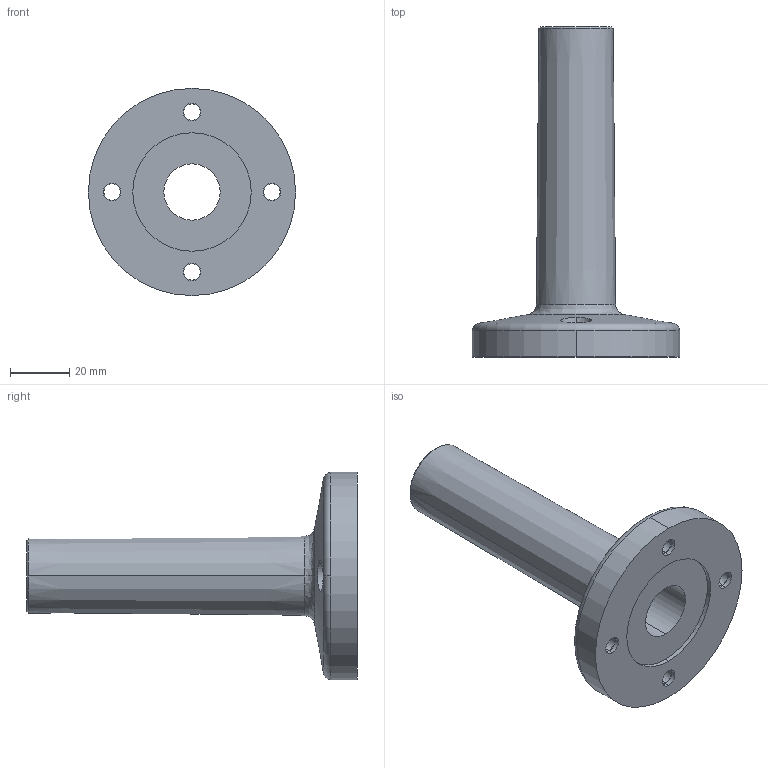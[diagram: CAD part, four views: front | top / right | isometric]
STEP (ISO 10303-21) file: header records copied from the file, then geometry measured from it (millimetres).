
FILE_DESCRIPTION(('STEP AP214'),'1');
FILE_NAME('cctmp_830EC939-C1BE-4CEA-8A09-3B584563DCBF_2023_10_16_23_19_46_0132..stp','2023-10-16T21:19:46',('SIEMENS A&D'),('CADClick - www.CADClick.com'),'Spatial InterOp 3D postprocessed',' ','unknown authorization');
FILE_SCHEMA(('AUTOMOTIVE_DESIGN'));
Length unit declared in the file: millimetre
Products named in the file (1): 2023_10_16_23_19_46_0101
Bounding box: 70 x 111.5 x 70 mm (x, y, z)
Volume: 65002.9 mm3; surface area: 24977.7 mm2
Topology: 1 solids, 1 shells, 51 faces, 120 edges, 78 vertices
Faces by surface type: cylinder 30, plane 11, cone 6, bspline 2, torus 2
Entity records: 2036 total; most frequent: CARTESIAN_POINT 612, DIRECTION 286, ORIENTED_EDGE 240, AXIS2_PLACEMENT_3D 124, EDGE_CURVE 120, VERTEX_POINT 78, CIRCLE 74, EDGE_LOOP 68
